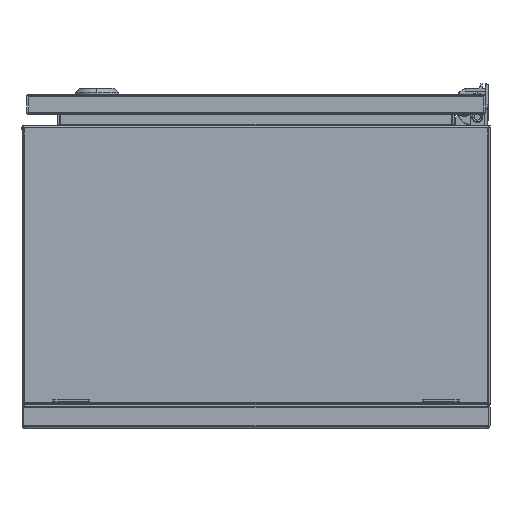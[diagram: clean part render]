
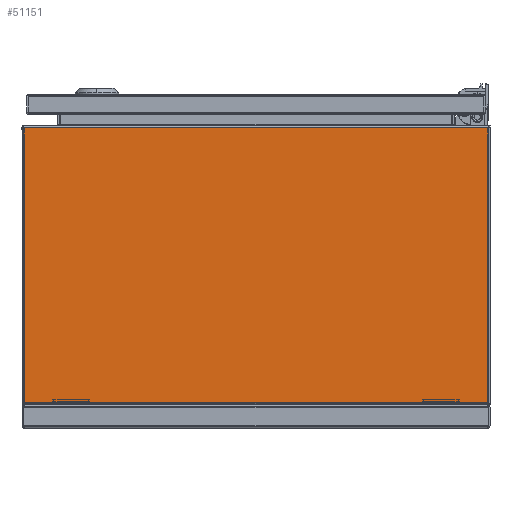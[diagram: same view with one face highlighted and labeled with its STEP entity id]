
A CAD part, front view. The second image highlights one B-rep face of the part: STEP entity #51151.
In plain terms, the highlighted planar face has unit normal (0, -1, 0).
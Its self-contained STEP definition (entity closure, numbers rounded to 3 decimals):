
#2816 = PLANE ( 'NONE',  #5733 ) ;
#5733 = AXIS2_PLACEMENT_3D ( 'NONE', #42981, #22698, #78588 ) ;
#8150 = CARTESIAN_POINT ( 'NONE',  ( -148.5, -475., 191.5 ) ) ;
#10172 = EDGE_LOOP ( 'NONE', ( #23558, #33944, #38579, #23445 ) ) ;
#13972 = DIRECTION ( 'NONE',  ( 0., 0., -1. ) ) ;
#20005 = DIRECTION ( 'NONE',  ( 0., 0., 1. ) ) ;
#22462 = LINE ( 'NONE', #77043, #78810 ) ;
#22698 = DIRECTION ( 'NONE',  ( 0., -1., 0. ) ) ;
#23445 = ORIENTED_EDGE ( 'NONE', *, *, #79076, .T. ) ;
#23558 = ORIENTED_EDGE ( 'NONE', *, *, #80362, .F. ) ;
#23568 = CARTESIAN_POINT ( 'NONE',  ( 150., -475., 191.5 ) ) ;
#32235 = CARTESIAN_POINT ( 'NONE',  ( 148.5, -475., 191.5 ) ) ;
#33944 = ORIENTED_EDGE ( 'NONE', *, *, #61812, .T. ) ;
#37031 = VECTOR ( 'NONE', #44168, 1000. ) ;
#38579 = ORIENTED_EDGE ( 'NONE', *, *, #54190, .F. ) ;
#42981 = CARTESIAN_POINT ( 'NONE',  ( 150., -475., 15.5 ) ) ;
#44168 = DIRECTION ( 'NONE',  ( 1., 0., 0. ) ) ;
#44254 = CARTESIAN_POINT ( 'NONE',  ( -148.5, -475., 15.5 ) ) ;
#44487 = VERTEX_POINT ( 'NONE', #32235 ) ;
#44995 = FACE_OUTER_BOUND ( 'NONE', #10172, .T. ) ;
#46706 = VERTEX_POINT ( 'NONE', #44254 ) ;
#47608 = VECTOR ( 'NONE', #13972, 1000. ) ;
#51151 = ADVANCED_FACE ( 'NONE', ( #44995 ), #2816, .T. ) ;
#54190 = EDGE_CURVE ( 'NONE', #75615, #46706, #22462, .T. ) ;
#55123 = LINE ( 'NONE', #23568, #37031 ) ;
#61812 = EDGE_CURVE ( 'NONE', #71704, #46706, #63560, .T. ) ;
#63560 = LINE ( 'NONE', #81471, #47608 ) ;
#66716 = CARTESIAN_POINT ( 'NONE',  ( 148.5, -475., 15.5 ) ) ;
#71055 = DIRECTION ( 'NONE',  ( -1., 0., 0. ) ) ;
#71259 = CARTESIAN_POINT ( 'NONE',  ( 148.5, -475., 15.5 ) ) ;
#71704 = VERTEX_POINT ( 'NONE', #8150 ) ;
#75615 = VERTEX_POINT ( 'NONE', #71259 ) ;
#77043 = CARTESIAN_POINT ( 'NONE',  ( 150., -475., 15.5 ) ) ;
#78588 = DIRECTION ( 'NONE',  ( 1., 0., 0. ) ) ;
#78738 = VECTOR ( 'NONE', #20005, 1000. ) ;
#78810 = VECTOR ( 'NONE', #71055, 1000. ) ;
#79076 = EDGE_CURVE ( 'NONE', #75615, #44487, #81839, .T. ) ;
#80362 = EDGE_CURVE ( 'NONE', #71704, #44487, #55123, .T. ) ;
#81471 = CARTESIAN_POINT ( 'NONE',  ( -148.5, -475., 191.5 ) ) ;
#81839 = LINE ( 'NONE', #66716, #78738 ) ;
